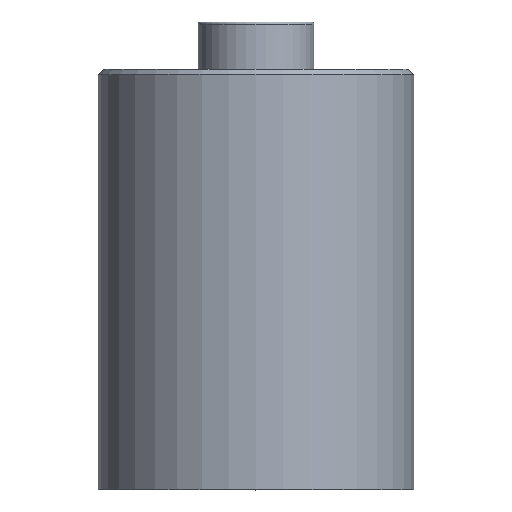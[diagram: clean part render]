
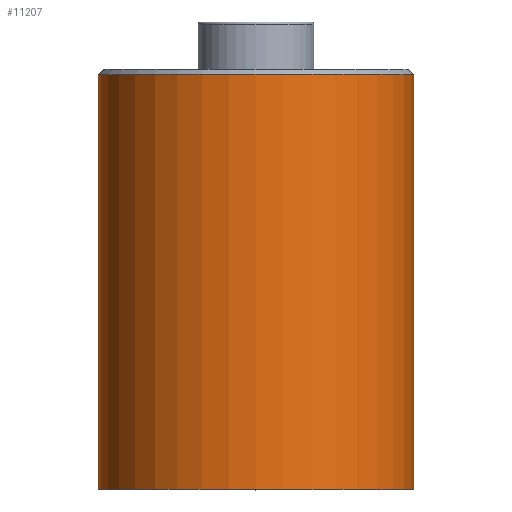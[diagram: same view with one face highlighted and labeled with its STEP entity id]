
A CAD part, top view. The second image highlights one B-rep face of the part: STEP entity #11207.
In plain terms, the highlighted cylindrical face has radius 15 mm (diameter 30 mm), a partial arc.
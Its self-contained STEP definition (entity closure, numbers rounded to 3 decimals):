
#550 = CARTESIAN_POINT ( 'NONE',  ( 0., 39.5, 0. ) ) ;
#1173 = ORIENTED_EDGE ( 'NONE', *, *, #1853, .T. ) ;
#1479 = VECTOR ( 'NONE', #2873, 1000. ) ;
#1814 = EDGE_CURVE ( 'NONE', #6294, #2518, #4480, .T. ) ;
#1853 = EDGE_CURVE ( 'NONE', #4715, #4409, #7130, .T. ) ;
#2086 = CARTESIAN_POINT ( 'NONE',  ( -15., 39.5, 0. ) ) ;
#2518 = VERTEX_POINT ( 'NONE', #4794 ) ;
#2864 = AXIS2_PLACEMENT_3D ( 'NONE', #4500, #6754, #8188 ) ;
#2873 = DIRECTION ( 'NONE',  ( 0., -1., 0. ) ) ;
#3704 = CARTESIAN_POINT ( 'NONE',  ( 0., 38., 0. ) ) ;
#3924 = CARTESIAN_POINT ( 'NONE',  ( 15., 38., 0. ) ) ;
#4115 = DIRECTION ( 'NONE',  ( 0., -1., 0. ) ) ;
#4360 = CYLINDRICAL_SURFACE ( 'NONE', #5997, 15. ) ;
#4409 = VERTEX_POINT ( 'NONE', #7246 ) ;
#4480 = LINE ( 'NONE', #3924, #1479 ) ;
#4500 = CARTESIAN_POINT ( 'NONE',  ( 0., 0., 0. ) ) ;
#4715 = VERTEX_POINT ( 'NONE', #2086 ) ;
#4794 = CARTESIAN_POINT ( 'NONE',  ( 15., 0., 0. ) ) ;
#5997 = AXIS2_PLACEMENT_3D ( 'NONE', #3704, #13913, #7103 ) ;
#6110 = DIRECTION ( 'NONE',  ( 0., -1., 0. ) ) ;
#6294 = VERTEX_POINT ( 'NONE', #13111 ) ;
#6754 = DIRECTION ( 'NONE',  ( 0., -1., 0. ) ) ;
#7103 = DIRECTION ( 'NONE',  ( 1., 0., 0. ) ) ;
#7130 = LINE ( 'NONE', #9941, #8887 ) ;
#7246 = CARTESIAN_POINT ( 'NONE',  ( -15., 0., 0. ) ) ;
#7354 = FACE_OUTER_BOUND ( 'NONE', #12193, .T. ) ;
#7924 = ORIENTED_EDGE ( 'NONE', *, *, #1814, .F. ) ;
#8188 = DIRECTION ( 'NONE',  ( 1., 0., 0. ) ) ;
#8428 = ORIENTED_EDGE ( 'NONE', *, *, #14430, .F. ) ;
#8887 = VECTOR ( 'NONE', #4115, 1000. ) ;
#9941 = CARTESIAN_POINT ( 'NONE',  ( -15., 38., 0. ) ) ;
#9974 = CIRCLE ( 'NONE', #9976, 15. ) ;
#9976 = AXIS2_PLACEMENT_3D ( 'NONE', #550, #6110, #12821 ) ;
#11207 = ADVANCED_FACE ( 'NONE', ( #7354 ), #4360, .T. ) ;
#11708 = ORIENTED_EDGE ( 'NONE', *, *, #14127, .T. ) ;
#12193 = EDGE_LOOP ( 'NONE', ( #11708, #1173, #8428, #7924 ) ) ;
#12821 = DIRECTION ( 'NONE',  ( -1., 0., 0. ) ) ;
#13111 = CARTESIAN_POINT ( 'NONE',  ( 15., 39.5, 0. ) ) ;
#13913 = DIRECTION ( 'NONE',  ( 0., -1., 0. ) ) ;
#14127 = EDGE_CURVE ( 'NONE', #6294, #4715, #9974, .T. ) ;
#14231 = CIRCLE ( 'NONE', #2864, 15. ) ;
#14430 = EDGE_CURVE ( 'NONE', #2518, #4409, #14231, .T. ) ;
